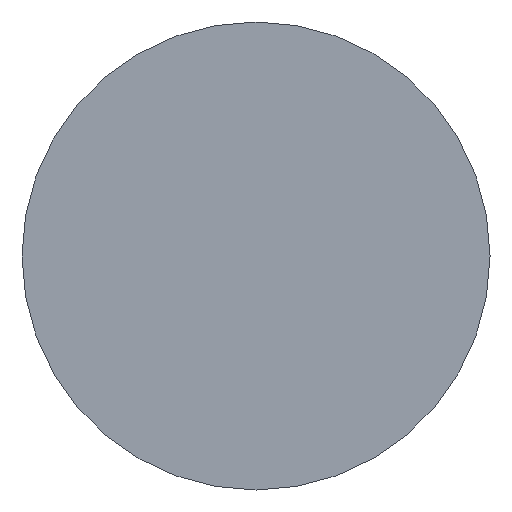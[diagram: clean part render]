
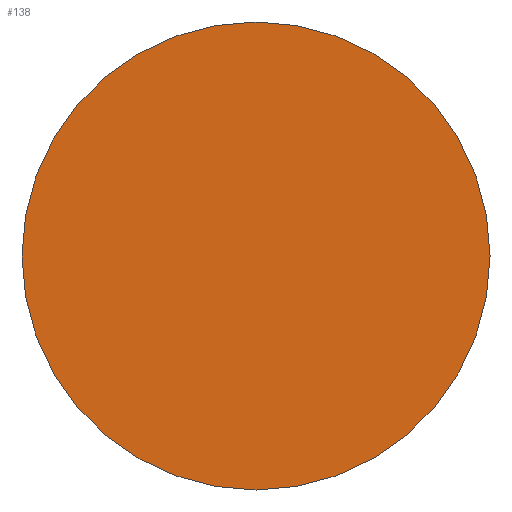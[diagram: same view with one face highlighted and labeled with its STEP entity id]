
A CAD part, front view. The second image highlights one B-rep face of the part: STEP entity #138.
In plain terms, the highlighted planar face has unit normal (0, -1, 0).
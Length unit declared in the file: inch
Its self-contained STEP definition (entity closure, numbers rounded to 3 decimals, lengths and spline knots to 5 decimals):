
#29 = CARTESIAN_POINT ( 'NONE',  ( 0., 0., 0. ) ) ;
#46 = AXIS2_PLACEMENT_3D ( 'NONE', #114, #273, #133 ) ;
#60 = EDGE_LOOP ( 'NONE', ( #254, #206 ) ) ;
#98 = VERTEX_POINT ( 'NONE', #167 ) ;
#114 = CARTESIAN_POINT ( 'NONE',  ( 0., 0., 0. ) ) ;
#116 = CIRCLE ( 'NONE', #46, 0.625 ) ;
#123 = DIRECTION ( 'NONE',  ( 0., 0., -1. ) ) ;
#133 = DIRECTION ( 'NONE',  ( 0., 0., -1. ) ) ;
#138 = ADVANCED_FACE ( 'NONE', ( #277 ), #163, .T. ) ;
#156 = AXIS2_PLACEMENT_3D ( 'NONE', #29, #308, #123 ) ;
#163 = PLANE ( 'NONE',  #174 ) ;
#167 = CARTESIAN_POINT ( 'NONE',  ( 0., 0., -0.625 ) ) ;
#174 = AXIS2_PLACEMENT_3D ( 'NONE', #303, #202, #280 ) ;
#197 = EDGE_CURVE ( 'NONE', #291, #98, #116, .T. ) ;
#202 = DIRECTION ( 'NONE',  ( 0., -1., 0. ) ) ;
#206 = ORIENTED_EDGE ( 'NONE', *, *, #197, .T. ) ;
#218 = CARTESIAN_POINT ( 'NONE',  ( 0., 0., 0.625 ) ) ;
#247 = EDGE_CURVE ( 'NONE', #98, #291, #292, .T. ) ;
#254 = ORIENTED_EDGE ( 'NONE', *, *, #247, .T. ) ;
#273 = DIRECTION ( 'NONE',  ( 0., -1., 0. ) ) ;
#277 = FACE_OUTER_BOUND ( 'NONE', #60, .T. ) ;
#280 = DIRECTION ( 'NONE',  ( 0., 0., -1. ) ) ;
#291 = VERTEX_POINT ( 'NONE', #218 ) ;
#292 = CIRCLE ( 'NONE', #156, 0.625 ) ;
#303 = CARTESIAN_POINT ( 'NONE',  ( 0., 0., 0. ) ) ;
#308 = DIRECTION ( 'NONE',  ( 0., -1., 0. ) ) ;
